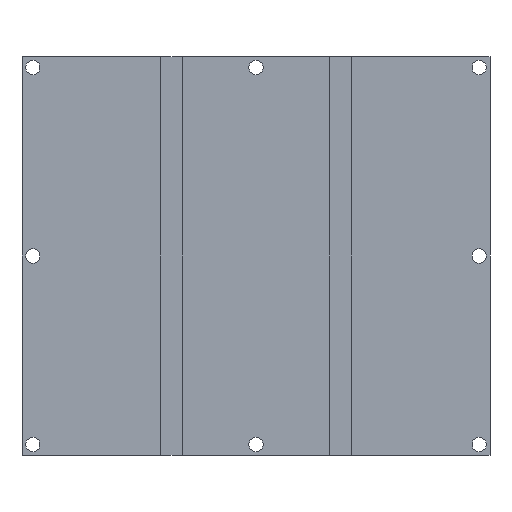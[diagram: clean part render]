
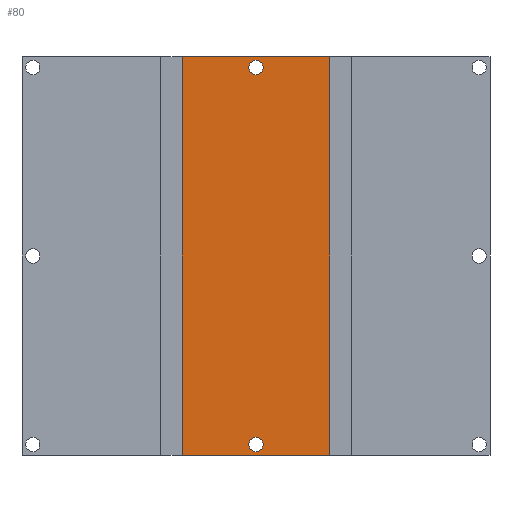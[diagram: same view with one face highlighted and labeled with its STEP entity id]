
A CAD part, left-side view. The second image highlights one B-rep face of the part: STEP entity #80.
In plain terms, the highlighted planar face has unit normal (-1, 0, 0).
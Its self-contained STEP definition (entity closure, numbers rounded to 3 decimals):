
#80=ADVANCED_FACE('',(#360,#362,#364),#366,.F.);
#360=FACE_BOUND('',#361,.T.);
#361=EDGE_LOOP('',(#633,#634,#635,#636));
#362=FACE_BOUND('',#363,.T.);
#363=EDGE_LOOP('',(#637));
#364=FACE_BOUND('',#365,.T.);
#365=EDGE_LOOP('',(#638));
#366=PLANE('',#367);
#367=AXIS2_PLACEMENT_3D('',#368,#369,#370);
#368=CARTESIAN_POINT('',(0.,0.,0.));
#369=DIRECTION('',(1.,0.,0.));
#370=DIRECTION('',(0.,1.,0.));
#633=ORIENTED_EDGE('',*,*,#751,.F.);
#634=ORIENTED_EDGE('',*,*,#733,.F.);
#635=ORIENTED_EDGE('',*,*,#752,.F.);
#636=ORIENTED_EDGE('',*,*,#744,.F.);
#637=ORIENTED_EDGE('',*,*,#753,.T.);
#638=ORIENTED_EDGE('',*,*,#754,.T.);
#733=EDGE_CURVE('',#808,#810,#811,.T.);
#744=EDGE_CURVE('',#829,#831,#832,.T.);
#751=EDGE_CURVE('',#810,#829,#843,.F.);
#752=EDGE_CURVE('',#831,#808,#844,.F.);
#753=EDGE_CURVE('',#845,#845,#846,.T.);
#754=EDGE_CURVE('',#847,#847,#848,.T.);
#808=VERTEX_POINT('',#954);
#810=VERTEX_POINT('',#958);
#811=LINE('',#959,#960);
#829=VERTEX_POINT('',#997);
#831=VERTEX_POINT('',#1001);
#832=LINE('',#1002,#1003);
#843=LINE('',#1027,#1028);
#844=LINE('',#1030,#1031);
#845=VERTEX_POINT('',#1033);
#846=CIRCLE('',#1034,1.65);
#847=VERTEX_POINT('',#1038);
#848=CIRCLE('',#1039,1.65);
#954=CARTESIAN_POINT('',(0.,-17.,-46.));
#958=CARTESIAN_POINT('',(0.,17.,-46.));
#959=CARTESIAN_POINT('',(0.,-17.,-46.));
#960=VECTOR('',#961,1.);
#961=DIRECTION('',(0.,1.,0.));
#997=CARTESIAN_POINT('',(0.,17.,46.));
#1001=CARTESIAN_POINT('',(0.,-17.,46.));
#1002=CARTESIAN_POINT('',(0.,17.,46.));
#1003=VECTOR('',#1004,1.);
#1004=DIRECTION('',(0.,-1.,0.));
#1027=CARTESIAN_POINT('',(0.,17.,46.));
#1028=VECTOR('',#1029,1.);
#1029=DIRECTION('',(0.,0.,-1.));
#1030=CARTESIAN_POINT('',(0.,-17.,-46.));
#1031=VECTOR('',#1032,1.);
#1032=DIRECTION('',(0.,0.,1.));
#1033=CARTESIAN_POINT('',(0.,1.65,-43.5));
#1034=AXIS2_PLACEMENT_3D('',#1035,#1036,#1037);
#1035=CARTESIAN_POINT('',(0.,0.,-43.5));
#1036=DIRECTION('',(1.,0.,0.));
#1037=DIRECTION('',(0.,1.,0.));
#1038=CARTESIAN_POINT('',(0.,1.65,43.5));
#1039=AXIS2_PLACEMENT_3D('',#1040,#1041,#1042);
#1040=CARTESIAN_POINT('',(0.,0.,43.5));
#1041=DIRECTION('',(1.,0.,0.));
#1042=DIRECTION('',(0.,1.,0.));
